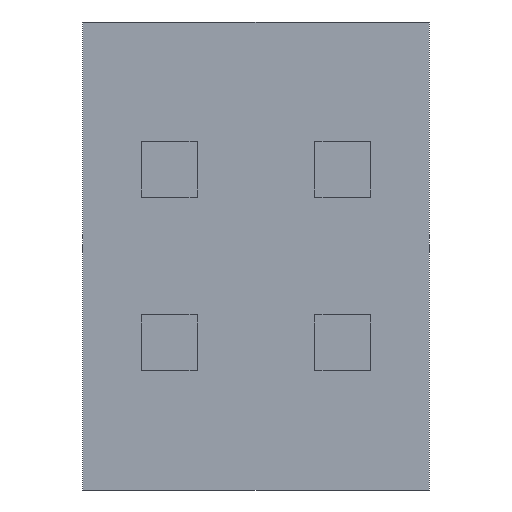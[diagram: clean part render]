
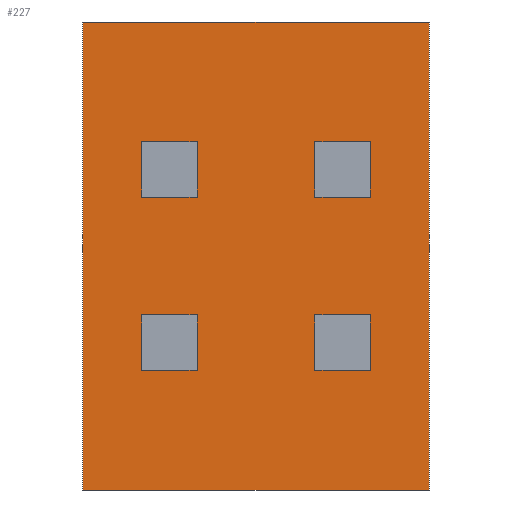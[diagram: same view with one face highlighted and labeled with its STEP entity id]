
A CAD part, front view. The second image highlights one B-rep face of the part: STEP entity #227.
In plain terms, the highlighted planar face has unit normal (0, -1, 0).
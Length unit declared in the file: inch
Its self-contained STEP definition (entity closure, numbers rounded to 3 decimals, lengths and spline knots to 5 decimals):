
#227 = ADVANCED_FACE( '', ( #426 ), #427, .F. );
#426 = FACE_OUTER_BOUND( '', #614, .T. );
#427 = PLANE( '', #615 );
#614 = EDGE_LOOP( '', ( #1032, #1033, #1034, #1035 ) );
#615 = AXIS2_PLACEMENT_3D( '', #1036, #1037, #1038 );
#1032 = ORIENTED_EDGE( '', *, *, #1349, .F. );
#1033 = ORIENTED_EDGE( '', *, *, #1290, .F. );
#1034 = ORIENTED_EDGE( '', *, *, #1350, .F. );
#1035 = ORIENTED_EDGE( '', *, *, #1340, .F. );
#1036 = CARTESIAN_POINT( '', ( 0., 0., 0. ) );
#1037 = DIRECTION( '', ( 0., 1., 0. ) );
#1038 = DIRECTION( '', ( 0., 0., 1. ) );
#1290 = EDGE_CURVE( '', #1556, #1557, #1558, .T. );
#1340 = EDGE_CURVE( '', #1623, #1624, #1625, .T. );
#1349 = EDGE_CURVE( '', #1557, #1623, #1634, .T. );
#1350 = EDGE_CURVE( '', #1624, #1556, #1635, .T. );
#1556 = VERTEX_POINT( '', #1931 );
#1557 = VERTEX_POINT( '', #1932 );
#1558 = LINE( '', #1933, #1934 );
#1623 = VERTEX_POINT( '', #2033 );
#1624 = VERTEX_POINT( '', #2034 );
#1625 = LINE( '', #2035, #2036 );
#1634 = LINE( '', #2050, #2051 );
#1635 = LINE( '', #2052, #2053 );
#1931 = CARTESIAN_POINT( '', ( 0.05, 0., -0.0675 ) );
#1932 = CARTESIAN_POINT( '', ( -0.05, 0., -0.0675 ) );
#1933 = CARTESIAN_POINT( '', ( 0.05, 0., -0.0675 ) );
#1934 = VECTOR( '', #2175, 39.37008 );
#2033 = CARTESIAN_POINT( '', ( -0.05, 0., 0.0675 ) );
#2034 = CARTESIAN_POINT( '', ( 0.05, 0., 0.0675 ) );
#2035 = CARTESIAN_POINT( '', ( -0.05, 0., 0.0675 ) );
#2036 = VECTOR( '', #2210, 39.37008 );
#2050 = CARTESIAN_POINT( '', ( -0.05, 0., -0.0675 ) );
#2051 = VECTOR( '', #2216, 39.37008 );
#2052 = CARTESIAN_POINT( '', ( 0.05, 0., 0.0675 ) );
#2053 = VECTOR( '', #2217, 39.37008 );
#2175 = DIRECTION( '', ( -1., 0., 0. ) );
#2210 = DIRECTION( '', ( 1., 0., 0. ) );
#2216 = DIRECTION( '', ( 0., 0., 1. ) );
#2217 = DIRECTION( '', ( 0., 0., -1. ) );
